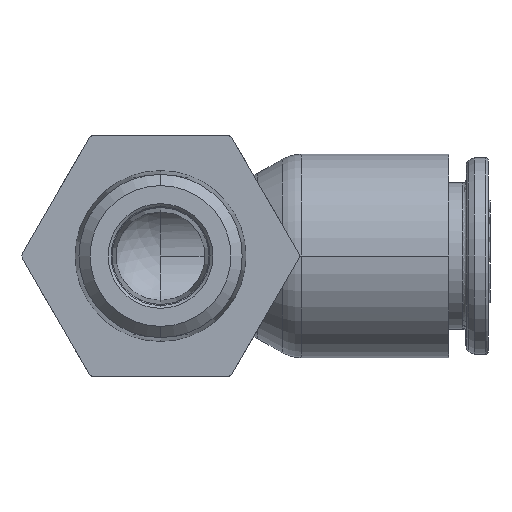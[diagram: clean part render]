
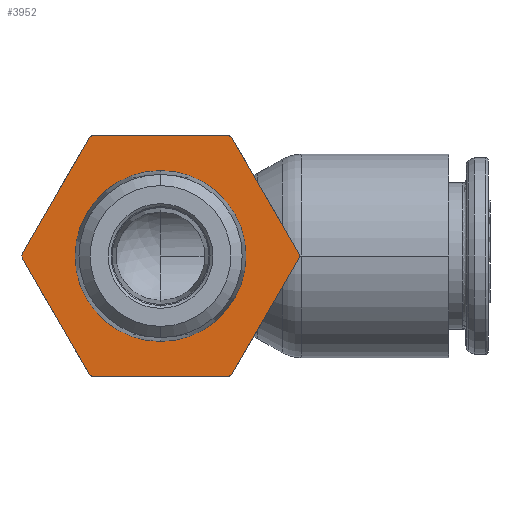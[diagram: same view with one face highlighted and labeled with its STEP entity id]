
A CAD part, front view. The second image highlights one B-rep face of the part: STEP entity #3952.
In plain terms, the highlighted planar face has unit normal (0, -1, 0).
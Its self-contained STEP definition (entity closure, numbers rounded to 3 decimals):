
#3952=ADVANCED_FACE('',(#8246,#8247),#8248,.F.);
#8246=FACE_OUTER_BOUND('',#17767,.T.);
#8247=FACE_BOUND('',#17768,.T.);
#8248=PLANE('',#17769);
#17767=EDGE_LOOP('',(#30343,#30344,#30345,#30346,#30347,#30348,#30349,#30350,#30351,#30352,#30353,#30354));
#17768=EDGE_LOOP('',(#30355,#30356));
#17769=AXIS2_PLACEMENT_3D('',#30357,#30358,#30359);
#30343=ORIENTED_EDGE('',*,*,#36048,.T.);
#30344=ORIENTED_EDGE('',*,*,#34754,.F.);
#30345=ORIENTED_EDGE('',*,*,#37870,.T.);
#30346=ORIENTED_EDGE('',*,*,#36336,.F.);
#30347=ORIENTED_EDGE('',*,*,#37299,.T.);
#30348=ORIENTED_EDGE('',*,*,#38109,.F.);
#30349=ORIENTED_EDGE('',*,*,#38110,.T.);
#30350=ORIENTED_EDGE('',*,*,#38037,.F.);
#30351=ORIENTED_EDGE('',*,*,#35510,.T.);
#30352=ORIENTED_EDGE('',*,*,#33865,.F.);
#30353=ORIENTED_EDGE('',*,*,#37821,.T.);
#30354=ORIENTED_EDGE('',*,*,#36353,.F.);
#30355=ORIENTED_EDGE('',*,*,#34402,.F.);
#30356=ORIENTED_EDGE('',*,*,#37438,.F.);
#30357=CARTESIAN_POINT('',(0.0,-30.9,0.0));
#30358=DIRECTION('',(0.0,1.0,0.0));
#30359=DIRECTION('',(0.0,0.0,-1.0));
#33865=EDGE_CURVE('',#39752,#39754,#39755,.T.);
#34402=EDGE_CURVE('',#40687,#40683,#40689,.T.);
#34754=EDGE_CURVE('',#41262,#41264,#41265,.T.);
#35510=EDGE_CURVE('',#42436,#39754,#42437,.T.);
#36048=EDGE_CURVE('',#43246,#41264,#43247,.T.);
#36336=EDGE_CURVE('',#43647,#43649,#43650,.T.);
#36353=EDGE_CURVE('',#43246,#43672,#43673,.T.);
#37299=EDGE_CURVE('',#43647,#44943,#44945,.T.);
#37438=EDGE_CURVE('',#40683,#40687,#45126,.T.);
#37821=EDGE_CURVE('',#39752,#43672,#45592,.T.);
#37870=EDGE_CURVE('',#41262,#43649,#45646,.T.);
#38037=EDGE_CURVE('',#42436,#45832,#45833,.T.);
#38109=EDGE_CURVE('',#45916,#44943,#45917,.T.);
#38110=EDGE_CURVE('',#45916,#45832,#45918,.T.);
#39752=VERTEX_POINT('',#48587);
#39754=VERTEX_POINT('',#48590);
#39755=LINE('',#48591,#48592);
#40683=VERTEX_POINT('',#50231);
#40687=VERTEX_POINT('',#50236);
#40689=CIRCLE('',#50239,6.716);
#41262=VERTEX_POINT('',#51565);
#41264=VERTEX_POINT('',#51568);
#41265=LINE('',#51569,#51570);
#42436=VERTEX_POINT('',#53707);
#42437=CIRCLE('',#53708,0.5);
#43246=VERTEX_POINT('',#55622);
#43247=CIRCLE('',#55623,0.5);
#43647=VERTEX_POINT('',#56448);
#43649=VERTEX_POINT('',#56451);
#43650=LINE('',#56452,#56453);
#43672=VERTEX_POINT('',#56543);
#43673=LINE('',#56544,#56545);
#44943=VERTEX_POINT('',#59113);
#44945=CIRCLE('',#59116,0.5);
#45126=CIRCLE('',#59409,6.716);
#45592=CIRCLE('',#60180,0.5);
#45646=CIRCLE('',#60296,0.5);
#45832=VERTEX_POINT('',#60634);
#45833=LINE('',#60635,#60636);
#45916=VERTEX_POINT('',#60815);
#45917=LINE('',#60816,#60817);
#45918=CIRCLE('',#60818,0.5);
#48587=CARTESIAN_POINT('',(-10.825,-30.9,0.25));
#48590=CARTESIAN_POINT('',(-5.629,-30.9,9.25));
#48591=CARTESIAN_POINT('',(-10.825,-30.9,0.25));
#48592=VECTOR('',#62403,10.392);
#50231=CARTESIAN_POINT('',(0.,-30.9,-6.716));
#50236=CARTESIAN_POINT('',(0.0,-30.9,6.716));
#50239=AXIS2_PLACEMENT_3D('',#63114,#63115,#63116);
#51565=CARTESIAN_POINT('',(5.196,-30.9,-9.5));
#51568=CARTESIAN_POINT('',(-5.196,-30.9,-9.5));
#51569=CARTESIAN_POINT('',(5.196,-30.9,-9.5));
#51570=VECTOR('',#63536,10.392);
#53707=CARTESIAN_POINT('',(-5.196,-30.9,9.5));
#53708=AXIS2_PLACEMENT_3D('',#64520,#64521,#64522);
#55622=CARTESIAN_POINT('',(-5.629,-30.9,-9.25));
#55623=AXIS2_PLACEMENT_3D('',#65213,#65214,#65215);
#56448=CARTESIAN_POINT('',(10.825,-30.9,-0.25));
#56451=CARTESIAN_POINT('',(5.629,-30.9,-9.25));
#56452=CARTESIAN_POINT('',(10.825,-30.9,-0.25));
#56453=VECTOR('',#65522,10.392);
#56543=CARTESIAN_POINT('',(-10.825,-30.9,-0.25));
#56544=CARTESIAN_POINT('',(-5.629,-30.9,-9.25));
#56545=VECTOR('',#65534,10.392);
#59113=CARTESIAN_POINT('',(10.825,-30.9,0.25));
#59116=AXIS2_PLACEMENT_3D('',#66492,#66493,#66494);
#59409=AXIS2_PLACEMENT_3D('',#66633,#66634,#66635);
#60180=AXIS2_PLACEMENT_3D('',#67041,#67042,#67043);
#60296=AXIS2_PLACEMENT_3D('',#67072,#67073,#67074);
#60634=CARTESIAN_POINT('',(5.196,-30.9,9.5));
#60635=CARTESIAN_POINT('',(-5.196,-30.9,9.5));
#60636=VECTOR('',#67222,10.392);
#60815=CARTESIAN_POINT('',(5.629,-30.9,9.25));
#60816=CARTESIAN_POINT('',(5.629,-30.9,9.25));
#60817=VECTOR('',#67281,10.392);
#60818=AXIS2_PLACEMENT_3D('',#67282,#67283,#67284);
#62403=DIRECTION('',(0.5,0.0,0.866));
#63114=CARTESIAN_POINT('',(0.0,-30.9,0.0));
#63115=DIRECTION('',(0.0,-1.0,0.0));
#63116=DIRECTION('',(0.0,0.0,-1.0));
#63536=DIRECTION('',(-1.0,0.0,0.0));
#64520=CARTESIAN_POINT('',(-5.196,-30.9,9.0));
#64521=DIRECTION('',(0.0,-1.0,0.0));
#64522=DIRECTION('',(0.0,0.0,1.0));
#65213=CARTESIAN_POINT('',(-5.196,-30.9,-9.0));
#65214=DIRECTION('',(0.0,-1.0,-0.0));
#65215=DIRECTION('',(-0.866,0.0,-0.5));
#65522=DIRECTION('',(-0.5,0.0,-0.866));
#65534=DIRECTION('',(-0.5,0.0,0.866));
#66492=CARTESIAN_POINT('',(10.392,-30.9,0.0));
#66493=DIRECTION('',(0.0,-1.0,0.0));
#66494=DIRECTION('',(0.866,0.0,-0.5));
#66633=CARTESIAN_POINT('',(0.0,-30.9,0.0));
#66634=DIRECTION('',(0.0,-1.0,0.0));
#66635=DIRECTION('',(0.0,0.0,-1.0));
#67041=CARTESIAN_POINT('',(-10.392,-30.9,0.0));
#67042=DIRECTION('',(-0.0,-1.0,0.0));
#67043=DIRECTION('',(-0.866,0.0,0.5));
#67072=CARTESIAN_POINT('',(5.196,-30.9,-9.0));
#67073=DIRECTION('',(0.0,-1.0,0.0));
#67074=DIRECTION('',(0.0,0.0,-1.0));
#67222=DIRECTION('',(1.0,0.0,0.0));
#67281=DIRECTION('',(0.5,0.0,-0.866));
#67282=CARTESIAN_POINT('',(5.196,-30.9,9.0));
#67283=DIRECTION('',(0.0,-1.0,0.0));
#67284=DIRECTION('',(0.866,0.0,0.5));
